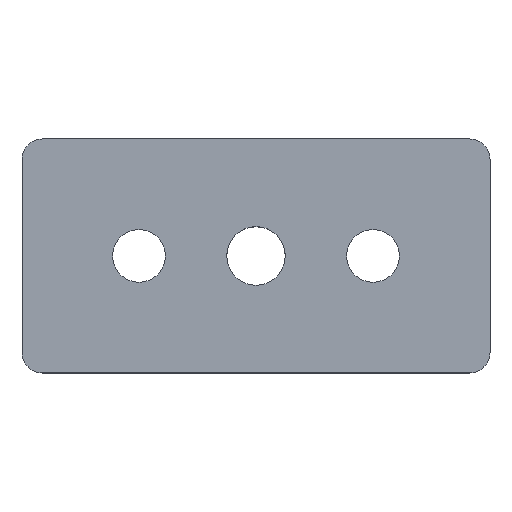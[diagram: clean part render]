
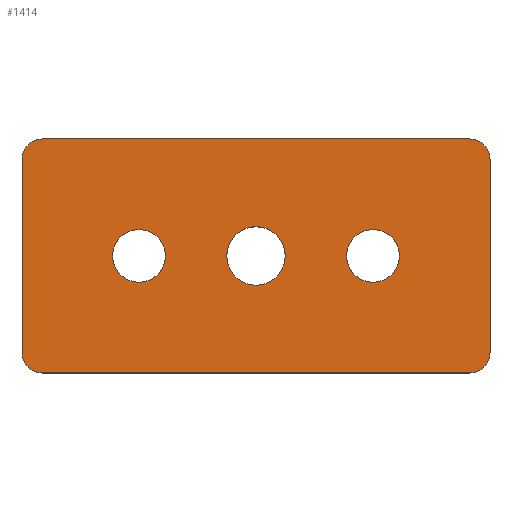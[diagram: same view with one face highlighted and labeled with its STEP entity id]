
A CAD part, top view. The second image highlights one B-rep face of the part: STEP entity #1414.
In plain terms, the highlighted free-form (B-spline) face has degree [1, 1] with [2, 2] control points.
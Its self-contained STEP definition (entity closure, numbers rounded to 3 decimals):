
#153=CARTESIAN_POINT('',(-24.5,0.,70.0));
#154=VERTEX_POINT('',#153);
#170=CARTESIAN_POINT('',(-15.5,0.,70.0));
#171=VERTEX_POINT('',#170);
#178=CARTESIAN_POINT('',(-20.0,0.0,70.0));
#179=DIRECTION('',(0.0,0.0,1.0));
#180=DIRECTION('',(-1.0,0.0,0.0));
#181=AXIS2_PLACEMENT_3D('',#178,#179,#180);
#182=CIRCLE('',#181,4.5);
#183=EDGE_CURVE('',#171,#154,#182,.T.);
#279=CARTESIAN_POINT('',(15.5,0.,70.0));
#280=VERTEX_POINT('',#279);
#296=CARTESIAN_POINT('',(24.5,0.,70.0));
#297=VERTEX_POINT('',#296);
#304=CARTESIAN_POINT('',(20.0,0.0,70.0));
#305=DIRECTION('',(0.0,0.0,1.0));
#306=DIRECTION('',(-1.0,0.0,0.0));
#307=AXIS2_PLACEMENT_3D('',#304,#305,#306);
#308=CIRCLE('',#307,4.5);
#309=EDGE_CURVE('',#297,#280,#308,.T.);
#384=CARTESIAN_POINT('',(5.0,0.0,70.0));
#385=VERTEX_POINT('',#384);
#401=CARTESIAN_POINT('',(-5.0,0.,70.0));
#402=VERTEX_POINT('',#401);
#409=CARTESIAN_POINT('',(0.0,0.0,70.0));
#410=DIRECTION('',(0.0,0.0,-1.0));
#411=DIRECTION('',(1.0,0.0,0.0));
#412=AXIS2_PLACEMENT_3D('',#409,#410,#411);
#413=CIRCLE('',#412,5.0);
#414=EDGE_CURVE('',#385,#402,#413,.T.);
#425=CARTESIAN_POINT('',(0.0,0.0,70.0));
#426=DIRECTION('',(0.0,0.0,-1.0));
#427=DIRECTION('',(1.0,0.0,0.0));
#428=AXIS2_PLACEMENT_3D('',#425,#426,#427);
#429=CIRCLE('',#428,5.0);
#430=EDGE_CURVE('',#402,#385,#429,.T.);
#729=CARTESIAN_POINT('',(-40.0,-16.5,70.));
#730=VERTEX_POINT('',#729);
#731=CARTESIAN_POINT('',(-36.5,-20.0,70.));
#732=VERTEX_POINT('',#731);
#733=CARTESIAN_POINT('',(-36.5,-16.5,70.));
#734=DIRECTION('',(0.,0.,1.));
#735=DIRECTION('',(-0.707,-0.707,0.));
#736=AXIS2_PLACEMENT_3D('',#733,#734,#735);
#737=CIRCLE('',#736,3.5);
#738=EDGE_CURVE('',#730,#732,#737,.T.);
#868=CARTESIAN_POINT('',(36.5,-20.0,70.));
#869=VERTEX_POINT('',#868);
#870=CARTESIAN_POINT('',(40.0,-16.5,70.));
#871=VERTEX_POINT('',#870);
#872=CARTESIAN_POINT('',(36.5,-16.5,70.));
#873=DIRECTION('',(0.,0.,1.));
#874=DIRECTION('',(0.707,-0.707,0.));
#875=AXIS2_PLACEMENT_3D('',#872,#873,#874);
#876=CIRCLE('',#875,3.5);
#877=EDGE_CURVE('',#869,#871,#876,.T.);
#964=CARTESIAN_POINT('',(-36.5,20.0,70.0));
#965=VERTEX_POINT('',#964);
#966=CARTESIAN_POINT('',(-40.0,16.5,70.0));
#967=VERTEX_POINT('',#966);
#968=CARTESIAN_POINT('',(-36.5,16.5,70.0));
#969=DIRECTION('',(0.,0.,1.));
#970=DIRECTION('',(-0.707,0.707,0.));
#971=AXIS2_PLACEMENT_3D('',#968,#969,#970);
#972=CIRCLE('',#971,3.5);
#973=EDGE_CURVE('',#965,#967,#972,.T.);
#1060=CARTESIAN_POINT('',(40.0,16.5,70.0));
#1061=VERTEX_POINT('',#1060);
#1062=CARTESIAN_POINT('',(36.5,20.0,70.0));
#1063=VERTEX_POINT('',#1062);
#1064=CARTESIAN_POINT('',(36.5,16.5,70.0));
#1065=DIRECTION('',(0.,0.,1.));
#1066=DIRECTION('',(0.707,0.707,0.));
#1067=AXIS2_PLACEMENT_3D('',#1064,#1065,#1066);
#1068=CIRCLE('',#1067,3.5);
#1069=EDGE_CURVE('',#1061,#1063,#1068,.T.);
#1093=CARTESIAN_POINT('',(36.5,-20.0,70.));
#1094=DIRECTION('',(-1.0,0.0,0.0));
#1095=VECTOR('',#1094,73.0);
#1096=LINE('',#1093,#1095);
#1097=EDGE_CURVE('',#869,#732,#1096,.T.);
#1110=CARTESIAN_POINT('',(-40.0,-16.5,70.));
#1111=DIRECTION('',(0.0,1.0,0.0));
#1112=VECTOR('',#1111,33.0);
#1113=LINE('',#1110,#1112);
#1114=EDGE_CURVE('',#730,#967,#1113,.T.);
#1243=CARTESIAN_POINT('',(20.0,0.0,70.0));
#1244=DIRECTION('',(0.0,0.0,1.0));
#1245=DIRECTION('',(-1.0,0.0,0.0));
#1246=AXIS2_PLACEMENT_3D('',#1243,#1244,#1245);
#1247=CIRCLE('',#1246,4.5);
#1248=EDGE_CURVE('',#280,#297,#1247,.T.);
#1341=CARTESIAN_POINT('',(-20.0,0.0,70.0));
#1342=DIRECTION('',(0.0,0.0,1.0));
#1343=DIRECTION('',(-1.0,0.0,0.0));
#1344=AXIS2_PLACEMENT_3D('',#1341,#1342,#1343);
#1345=CIRCLE('',#1344,4.5);
#1346=EDGE_CURVE('',#154,#171,#1345,.T.);
#1361=CARTESIAN_POINT('',(-36.5,20.0,70.0));
#1362=DIRECTION('',(1.0,0.0,0.0));
#1363=VECTOR('',#1362,73.0);
#1364=LINE('',#1361,#1363);
#1365=EDGE_CURVE('',#965,#1063,#1364,.T.);
#1378=CARTESIAN_POINT('',(40.0,16.5,70.0));
#1379=DIRECTION('',(0.0,-1.0,0.0));
#1380=VECTOR('',#1379,33.0);
#1381=LINE('',#1378,#1380);
#1382=EDGE_CURVE('',#1061,#871,#1381,.T.);
#1387=CARTESIAN_POINT('',(-40.0,20.0,70.));
#1388=CARTESIAN_POINT('',(40.0,20.0,70.));
#1389=CARTESIAN_POINT('',(-40.0,-20.0,70.0));
#1390=CARTESIAN_POINT('',(40.0,-20.0,70.));
#1391=B_SPLINE_SURFACE_WITH_KNOTS('',1,1,((#1387,#1389),(#1388,#1390)),.UNSPECIFIED.,.F.,.F.,.U.,(2,2),(2,2),(0.0,80.0),(0.0,40.0),.UNSPECIFIED.);
#1392=ORIENTED_EDGE('',*,*,#877,.T.);
#1393=ORIENTED_EDGE('',*,*,#1382,.F.);
#1394=ORIENTED_EDGE('',*,*,#1069,.T.);
#1395=ORIENTED_EDGE('',*,*,#1365,.F.);
#1396=ORIENTED_EDGE('',*,*,#973,.T.);
#1397=ORIENTED_EDGE('',*,*,#1114,.F.);
#1398=ORIENTED_EDGE('',*,*,#738,.T.);
#1399=ORIENTED_EDGE('',*,*,#1097,.F.);
#1400=EDGE_LOOP('',(#1392,#1393,#1394,#1395,#1396,#1397,#1398,#1399));
#1401=FACE_OUTER_BOUND('',#1400,.T.);
#1402=ORIENTED_EDGE('',*,*,#430,.T.);
#1403=ORIENTED_EDGE('',*,*,#414,.T.);
#1404=EDGE_LOOP('',(#1402,#1403));
#1405=FACE_BOUND('',#1404,.T.);
#1406=ORIENTED_EDGE('',*,*,#309,.F.);
#1407=ORIENTED_EDGE('',*,*,#1248,.F.);
#1408=EDGE_LOOP('',(#1406,#1407));
#1409=FACE_BOUND('',#1408,.T.);
#1410=ORIENTED_EDGE('',*,*,#183,.F.);
#1411=ORIENTED_EDGE('',*,*,#1346,.F.);
#1412=EDGE_LOOP('',(#1410,#1411));
#1413=FACE_BOUND('',#1412,.T.);
#1414=ADVANCED_FACE('',(#1401,#1405,#1409,#1413),#1391,.F.);
